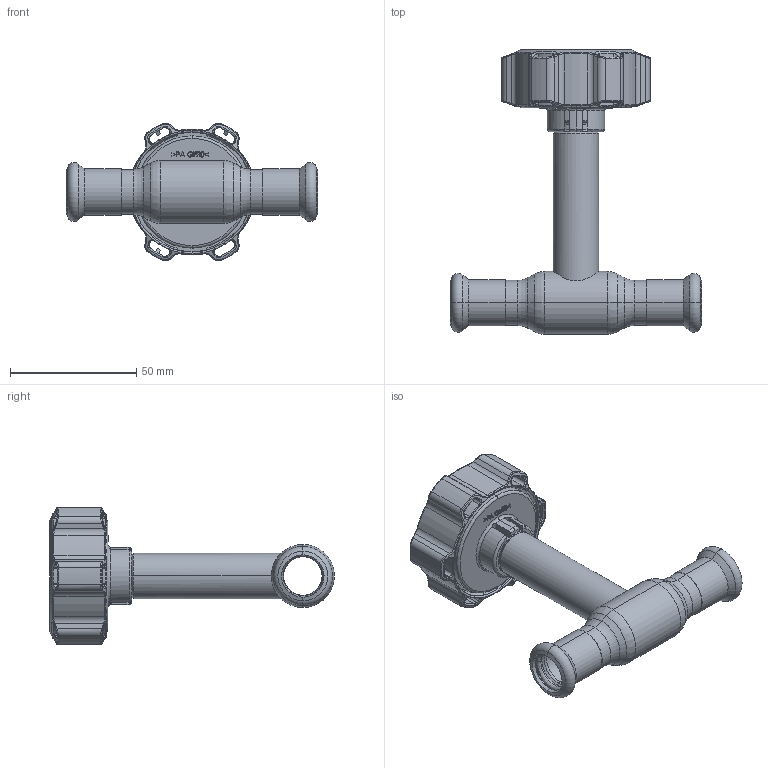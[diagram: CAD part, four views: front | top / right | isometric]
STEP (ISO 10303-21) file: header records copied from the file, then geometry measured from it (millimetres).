
FILE_DESCRIPTION (( 'STEP AP214' ), '1' );
FILE_NAME ('2010000101-0200.step', '2023-12-08T11:52:54', ( '' ), ( '' ), 'SwSTEP 2.0', 'SolidWorks 2021', '' );
FILE_SCHEMA (( 'AUTOMOTIVE_DESIGN' ));
Length unit declared in the file: millimetre
Products named in the file (1): 2010000101-0200
Bounding box: 99.6 x 112.9 x 54.57 mm (x, y, z)
Surface area: 28019.9 mm2 (no closed solid volume)
Topology: 0 solids, 10 shells, 572 faces, 1734 edges, 1130 vertices
Faces by surface type: bspline 220, cylinder 126, plane 87, torus 81, cone 58
Entity records: 40085 total; most frequent: CARTESIAN_POINT 20449, ORIENTED_EDGE 2997, DIRECTION 2227, EDGE_CURVE 1734, VERTEX_POINT 1130, AXIS2_PLACEMENT_3D 901, B_SPLINE_CURVE_WITH_KNOTS 729, EDGE_LOOP 603
